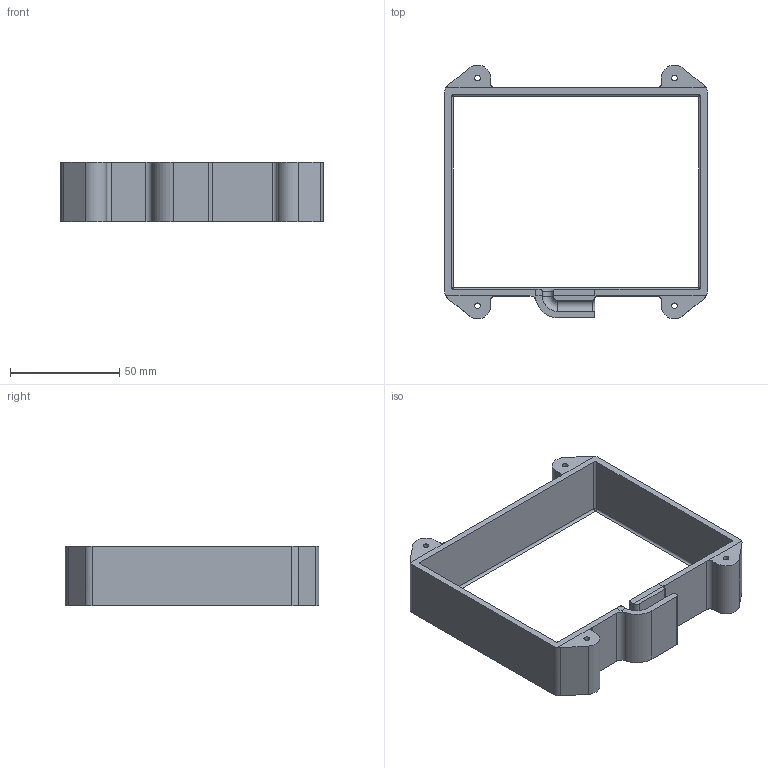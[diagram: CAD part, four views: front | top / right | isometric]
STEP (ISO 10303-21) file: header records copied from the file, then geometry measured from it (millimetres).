
FILE_DESCRIPTION(('FreeCAD Model'),'2;1');
FILE_NAME('Open CASCADE Shape Model','2023-07-27T21:45:27',(''),(''), 'Open CASCADE STEP processor 7.6','FreeCAD','Unknown');
FILE_SCHEMA(('AUTOMOTIVE_DESIGN { 1 0 10303 214 1 1 1 1 }'));
Length unit declared in the file: millimetre
Products named in the file (1): Gehaeuserahmen
Bounding box: 120 x 116 x 27 mm (x, y, z)
Volume: 52543.9 mm3; surface area: 30645.5 mm2
Topology: 1 solids, 1 shells, 78 faces, 209 edges, 128 vertices
Faces by surface type: cylinder 36, plane 35, sphere 4, torus 2, revolution 1
Full cylindrical faces by diameter (mm): 2.6 x4
Entity records: 5128 total; most frequent: CARTESIAN_POINT 1049, DIRECTION 762, LINE 414, VECTOR 414, ORIENTED_EDGE 410, PCURVE 410, DEFINITIONAL_REPRESENTATION 410, EDGE_CURVE 205
